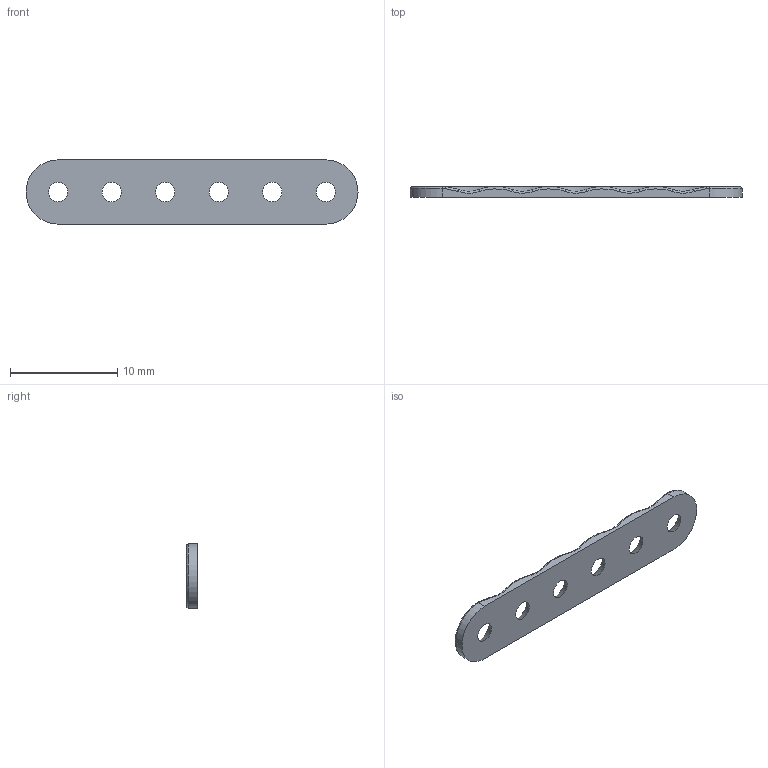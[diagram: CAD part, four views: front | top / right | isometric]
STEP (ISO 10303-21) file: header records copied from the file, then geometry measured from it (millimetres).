
FILE_DESCRIPTION (( 'STEP AP214' ), '1' );
FILE_NAME ('PLT_I_06_Fillet.STEP', '2016-11-17T04:26:55', ( '' ), ( '' ), 'SwSTEP 2.0', 'SolidWorks 2016', '' );
FILE_SCHEMA (( 'AUTOMOTIVE_DESIGN' ));
Length unit declared in the file: metre
Products named in the file (1): PLT_I_06_Fillet
Bounding box: 31 x 1 x 6 mm (x, y, z)
Volume: 139.2 mm3; surface area: 405.9 mm2
Topology: 1 solids, 1 shells, 89 faces, 238 edges, 151 vertices
Faces by surface type: bspline 67, cylinder 14, plane 8
Entity records: 5503 total; most frequent: CARTESIAN_POINT 3670, ORIENTED_EDGE 476, DIRECTION 246, EDGE_CURVE 238, VERTEX_POINT 151, B_SPLINE_CURVE_WITH_KNOTS 112, AXIS2_PLACEMENT_3D 106, EDGE_LOOP 101
